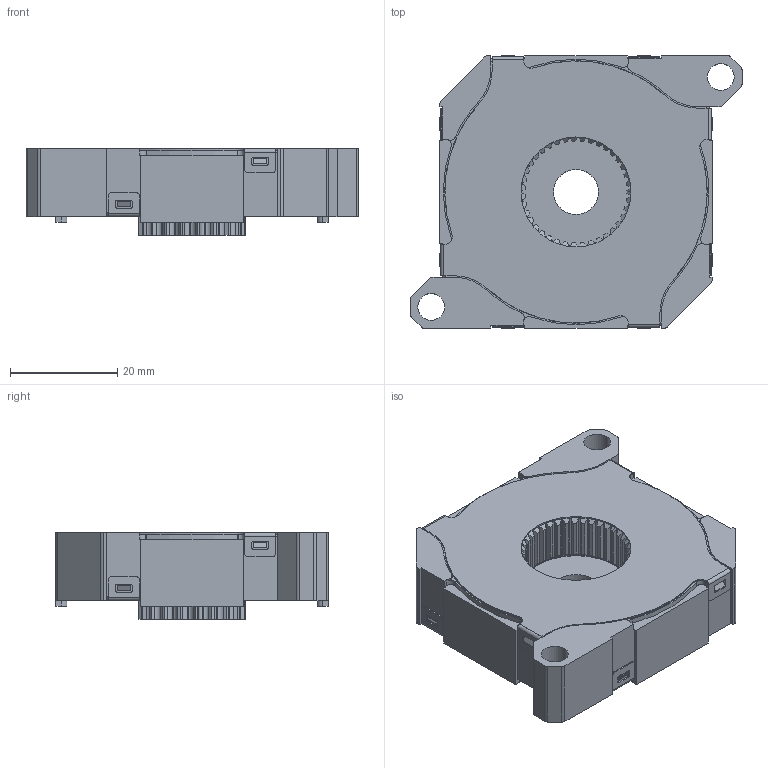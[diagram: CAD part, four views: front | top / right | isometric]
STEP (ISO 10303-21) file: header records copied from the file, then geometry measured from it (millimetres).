
FILE_DESCRIPTION (( 'STEP AP214' ), '1' );
FILE_NAME ('REV-21-2131-A01.STEP', '2025-08-07T19:06:37', ( '' ), ( '' ), 'SwSTEP 2.0', 'SolidWorks 2022', '' );
FILE_SCHEMA (( 'AUTOMOTIVE_DESIGN' ));
Length unit declared in the file: millimetre
Products named in the file (5): REV-21-2131-CUSTOMER STEP BLOCKER; REV-21-2131-A01; REV-21-2100-P03; Overrunning_Clutch_Layout; REV-21-2131-P11_REV-21-2131-P11
Assembly tree (4 placements, depth 2):
  REV-21-2131-A01
    REV-21-2131-P11_REV-21-2131-P11
    REV-21-2100-P03  x2
    REV-21-2131-CUSTOMER STEP BLOCKER
  Overrunning_Clutch_Layout
Bounding box: 61.91 x 50.8 x 16.2 mm (x, y, z)
Volume: 30928.9 mm3; surface area: 22203.7 mm2
Topology: 4 solids, 4 shells, 1215 faces, 3450 edges, 2278 vertices
Faces by surface type: cylinder 488, plane 407, bspline 316, cone 4
Entity records: 49211 total; most frequent: CARTESIAN_POINT 21028, ORIENTED_EDGE 6364, DIRECTION 5052, EDGE_CURVE 3182, VERTEX_POINT 2110, AXIS2_PLACEMENT_3D 1698, LINE 1656, VECTOR 1656
